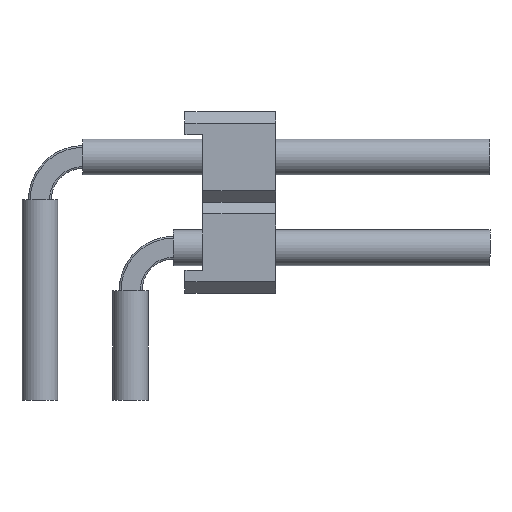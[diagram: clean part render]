
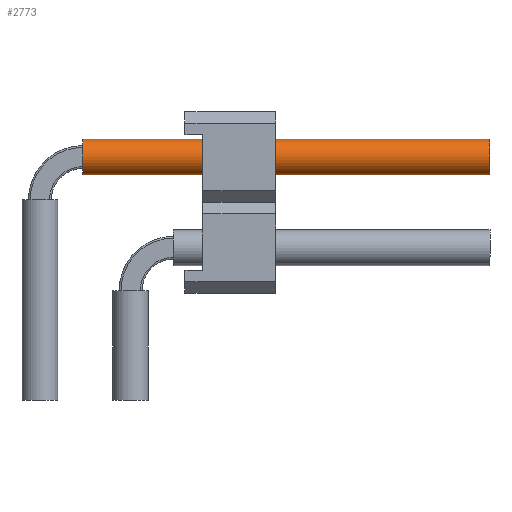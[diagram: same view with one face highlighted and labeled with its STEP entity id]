
A CAD part, left-side view. The second image highlights one B-rep face of the part: STEP entity #2773.
In plain terms, the highlighted cylindrical face has radius 0.5 mm (diameter 1 mm), a full revolution.
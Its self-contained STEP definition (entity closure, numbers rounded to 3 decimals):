
#1518=ORIENTED_EDGE('',*,*,#1912,.F.);
#1519=ORIENTED_EDGE('',*,*,#1913,.T.);
#1912=EDGE_CURVE('',#2172,#2172,#2260,.T.);
#1913=EDGE_CURVE('',#2173,#2173,#2261,.T.);
#2172=VERTEX_POINT('',#4729);
#2173=VERTEX_POINT('',#4731);
#2260=CIRCLE('',#3106,0.5);
#2261=CIRCLE('',#3107,0.5);
#2420=EDGE_LOOP('',(#1518));
#2421=EDGE_LOOP('',(#1519));
#2580=FACE_BOUND('',#2420,.T.);
#2581=FACE_BOUND('',#2421,.T.);
#2629=CYLINDRICAL_SURFACE('',#3105,0.5);
#2773=ADVANCED_FACE('',(#2580,#2581),#2629,.F.);
#3105=AXIS2_PLACEMENT_3D('',#4727,#3916,#3917);
#3106=AXIS2_PLACEMENT_3D('',#4728,#3918,#3919);
#3107=AXIS2_PLACEMENT_3D('',#4730,#3920,#3921);
#3916=DIRECTION('',(1.,0.,0.));
#3917=DIRECTION('',(0.,0.,-1.));
#3918=DIRECTION('',(-1.,0.,0.));
#3919=DIRECTION('',(0.,0.,1.));
#3920=DIRECTION('',(-1.,0.,0.));
#3921=DIRECTION('',(0.,0.,1.));
#4727=CARTESIAN_POINT('',(1.2,0.,6.81));
#4728=CARTESIAN_POINT('',(12.6,0.,6.81));
#4729=CARTESIAN_POINT('',(12.6,0.,7.31));
#4730=CARTESIAN_POINT('',(1.2,0.,6.81));
#4731=CARTESIAN_POINT('',(1.2,0.,7.31));
